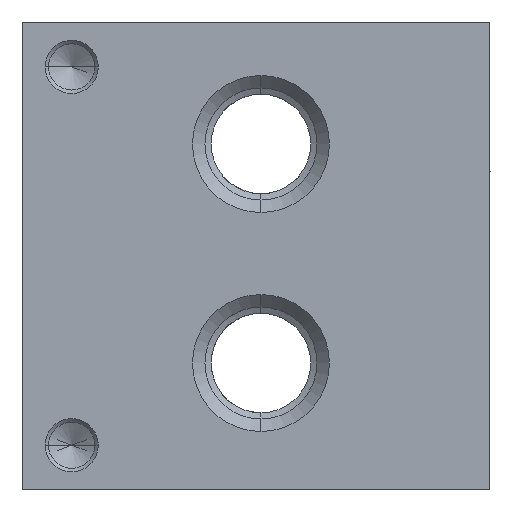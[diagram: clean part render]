
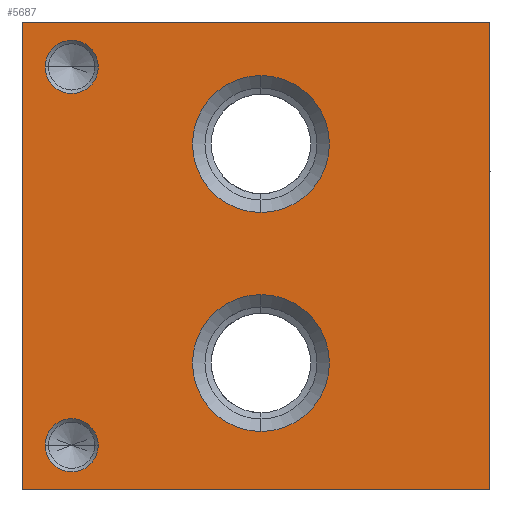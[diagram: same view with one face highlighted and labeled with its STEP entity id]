
A CAD part, front view. The second image highlights one B-rep face of the part: STEP entity #5687.
In plain terms, the highlighted planar face has unit normal (0, -1, 0).
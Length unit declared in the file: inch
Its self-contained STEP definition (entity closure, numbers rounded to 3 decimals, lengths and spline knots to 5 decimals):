
#5=DIRECTION('',(1.,0.,0.));
#6=VECTOR('',#5,2.938);
#7=CARTESIAN_POINT('',(0.,-6.375,0.));
#8=LINE('',#7,#6);
#75=DIRECTION('',(0.,0.,1.));
#76=VECTOR('',#75,2.938);
#77=CARTESIAN_POINT('',(2.938,-6.375,0.));
#78=LINE('',#77,#76);
#571=DIRECTION('',(0.,0.,1.));
#572=VECTOR('',#571,2.938);
#573=CARTESIAN_POINT('',(0.,-6.375,0.));
#574=LINE('',#573,#572);
#575=CARTESIAN_POINT('',(0.312,-6.375,0.281));
#576=DIRECTION('',(0.,1.,0.));
#577=DIRECTION('',(-1.,0.,0.));
#578=AXIS2_PLACEMENT_3D('',#575,#576,#577);
#580=CARTESIAN_POINT('',(0.312,-6.375,0.281));
#581=DIRECTION('',(0.,1.,0.));
#582=DIRECTION('',(1.,0.,0.));
#583=AXIS2_PLACEMENT_3D('',#580,#581,#582);
#585=CARTESIAN_POINT('',(0.312,-6.375,2.656));
#586=DIRECTION('',(0.,1.,0.));
#587=DIRECTION('',(-1.,0.,0.));
#588=AXIS2_PLACEMENT_3D('',#585,#586,#587);
#590=CARTESIAN_POINT('',(0.312,-6.375,2.656));
#591=DIRECTION('',(0.,1.,0.));
#592=DIRECTION('',(1.,0.,0.));
#593=AXIS2_PLACEMENT_3D('',#590,#591,#592);
#595=CARTESIAN_POINT('',(1.5,-6.375,0.797));
#596=DIRECTION('',(0.,1.,0.));
#597=DIRECTION('',(0.,0.,-1.));
#598=AXIS2_PLACEMENT_3D('',#595,#596,#597);
#600=CARTESIAN_POINT('',(1.5,-6.375,0.797));
#601=DIRECTION('',(0.,1.,0.));
#602=DIRECTION('',(0.,0.,1.));
#603=AXIS2_PLACEMENT_3D('',#600,#601,#602);
#605=CARTESIAN_POINT('',(1.5,-6.375,2.172));
#606=DIRECTION('',(0.,1.,0.));
#607=DIRECTION('',(0.,0.,-1.));
#608=AXIS2_PLACEMENT_3D('',#605,#606,#607);
#610=CARTESIAN_POINT('',(1.5,-6.375,2.172));
#611=DIRECTION('',(0.,1.,0.));
#612=DIRECTION('',(0.,0.,1.));
#613=AXIS2_PLACEMENT_3D('',#610,#611,#612);
#627=DIRECTION('',(1.,0.,0.));
#628=VECTOR('',#627,2.938);
#629=CARTESIAN_POINT('',(0.,-6.375,2.938));
#630=LINE('',#629,#628);
#4614=CARTESIAN_POINT('',(0.,-6.375,0.));
#4616=VERTEX_POINT('',#4614);
#4617=CARTESIAN_POINT('',(2.938,-6.375,0.));
#4618=VERTEX_POINT('',#4617);
#4622=CARTESIAN_POINT('',(0.,-6.375,2.938));
#4624=VERTEX_POINT('',#4622);
#4625=CARTESIAN_POINT('',(2.938,-6.375,2.938));
#4626=VERTEX_POINT('',#4625);
#5188=CARTESIAN_POINT('',(0.145,-6.375,0.281));
#5190=VERTEX_POINT('',#5188);
#5192=CARTESIAN_POINT('',(0.479,-6.375,0.281));
#5194=VERTEX_POINT('',#5192);
#5202=CARTESIAN_POINT('',(0.145,-6.375,2.656));
#5204=VERTEX_POINT('',#5202);
#5206=CARTESIAN_POINT('',(0.479,-6.375,2.656));
#5208=VERTEX_POINT('',#5206);
#5218=CARTESIAN_POINT('',(1.5,-6.375,0.367));
#5219=CARTESIAN_POINT('',(1.5,-6.375,1.227));
#5220=VERTEX_POINT('',#5218);
#5221=VERTEX_POINT('',#5219);
#5252=CARTESIAN_POINT('',(1.5,-6.375,1.742));
#5253=CARTESIAN_POINT('',(1.5,-6.375,2.602));
#5254=VERTEX_POINT('',#5252);
#5255=VERTEX_POINT('',#5253);
#5651=CARTESIAN_POINT('',(0.,-6.375,0.));
#5652=DIRECTION('',(0.,-1.,0.));
#5653=DIRECTION('',(1.,0.,0.));
#5654=AXIS2_PLACEMENT_3D('',#5651,#5652,#5653);
#5655=PLANE('',#5654);
#5656=ORIENTED_EDGE('',*,*,#5407,.F.);
#5657=ORIENTED_EDGE('',*,*,#5432,.T.);
#5659=ORIENTED_EDGE('',*,*,#5658,.T.);
#5660=ORIENTED_EDGE('',*,*,#5481,.F.);
#5661=EDGE_LOOP('',(#5656,#5657,#5659,#5660));
#5662=FACE_OUTER_BOUND('',#5661,.F.);
#5664=ORIENTED_EDGE('',*,*,#5663,.F.);
#5666=ORIENTED_EDGE('',*,*,#5665,.F.);
#5667=EDGE_LOOP('',(#5664,#5666));
#5668=FACE_BOUND('',#5667,.F.);
#5670=ORIENTED_EDGE('',*,*,#5669,.F.);
#5672=ORIENTED_EDGE('',*,*,#5671,.F.);
#5673=EDGE_LOOP('',(#5670,#5672));
#5674=FACE_BOUND('',#5673,.F.);
#5676=ORIENTED_EDGE('',*,*,#5675,.F.);
#5678=ORIENTED_EDGE('',*,*,#5677,.F.);
#5679=EDGE_LOOP('',(#5676,#5678));
#5680=FACE_BOUND('',#5679,.F.);
#5682=ORIENTED_EDGE('',*,*,#5681,.F.);
#5684=ORIENTED_EDGE('',*,*,#5683,.F.);
#5685=EDGE_LOOP('',(#5682,#5684));
#5686=FACE_BOUND('',#5685,.F.);
#5687=ADVANCED_FACE('',(#5662,#5668,#5674,#5680,#5686),#5655,.T.);
#579=CIRCLE('',#578,0.167);
#584=CIRCLE('',#583,0.167);
#589=CIRCLE('',#588,0.167);
#594=CIRCLE('',#593,0.167);
#599=CIRCLE('',#598,0.43);
#604=CIRCLE('',#603,0.43);
#609=CIRCLE('',#608,0.43);
#614=CIRCLE('',#613,0.43);
#5407=EDGE_CURVE('',#4616,#4618,#8,.T.);
#5432=EDGE_CURVE('',#4616,#4624,#574,.T.);
#5481=EDGE_CURVE('',#4618,#4626,#78,.T.);
#5658=EDGE_CURVE('',#4624,#4626,#630,.T.);
#5663=EDGE_CURVE('',#5190,#5194,#579,.T.);
#5665=EDGE_CURVE('',#5194,#5190,#584,.T.);
#5669=EDGE_CURVE('',#5204,#5208,#589,.T.);
#5671=EDGE_CURVE('',#5208,#5204,#594,.T.);
#5675=EDGE_CURVE('',#5220,#5221,#599,.T.);
#5677=EDGE_CURVE('',#5221,#5220,#604,.T.);
#5681=EDGE_CURVE('',#5254,#5255,#609,.T.);
#5683=EDGE_CURVE('',#5255,#5254,#614,.T.);
